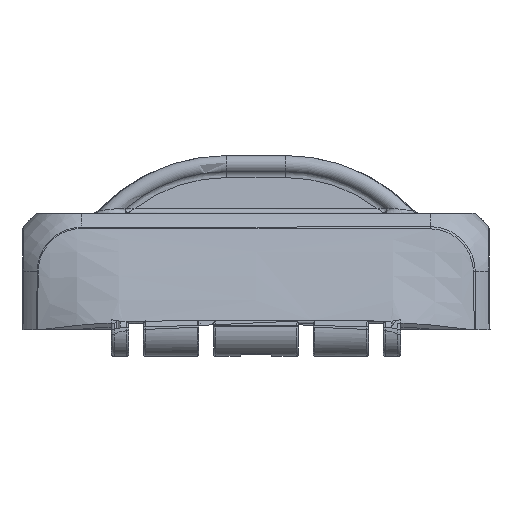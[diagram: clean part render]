
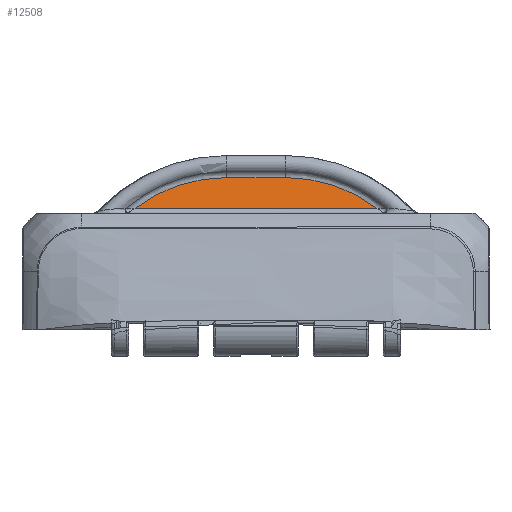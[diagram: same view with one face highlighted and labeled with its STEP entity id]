
A CAD part, left-side view. The second image highlights one B-rep face of the part: STEP entity #12508.
In plain terms, the highlighted face is planar.
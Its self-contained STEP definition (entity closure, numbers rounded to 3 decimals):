
#809=PLANE($,#13474);
#1345=FACE_OUTER_BOUND($,#2075,.T.);
#2075=EDGE_LOOP($,(#10256,#10257,#10258,#10259));
#2545=CIRCLE($,#13466,25.657);
#2548=CIRCLE($,#13471,25.657);
#3117=LINE($,#42664,#3856);
#3119=LINE($,#42671,#3858);
#3856=VECTOR($,#15682,41.353);
#3858=VECTOR($,#15692,10.);
#5504=VERTEX_POINT($,#42193);
#5509=VERTEX_POINT($,#42278);
#5516=VERTEX_POINT($,#42660);
#5517=VERTEX_POINT($,#42667);
#7178=EDGE_CURVE($,#5509,#5516,#2545,.T.);
#7180=EDGE_CURVE($,#5504,#5509,#3117,.T.);
#7183=EDGE_CURVE($,#5517,#5504,#2548,.T.);
#7184=EDGE_CURVE($,#5516,#5517,#3119,.T.);
#10256=ORIENTED_EDGE($,*,*,#7180,.F.);
#10257=ORIENTED_EDGE($,*,*,#7183,.F.);
#10258=ORIENTED_EDGE($,*,*,#7184,.F.);
#10259=ORIENTED_EDGE($,*,*,#7178,.F.);
#12508=ADVANCED_FACE($,(#1345),#809,.F.);
#13466=AXIS2_PLACEMENT_3D($,#42661,#15676,#15677);
#13471=AXIS2_PLACEMENT_3D($,#42669,#15688,#15689);
#13474=AXIS2_PLACEMENT_3D($,#42759,#15701,#15702);
#15676=DIRECTION('center_axis',(0.,0.985,
-0.174));
#15677=DIRECTION('ref_axis',(-0.363,0.162,0.918));
#15682=DIRECTION($,(-1.,0.,0.));
#15688=DIRECTION('center_axis',(0.,0.985,
-0.174));
#15689=DIRECTION('ref_axis',(0.363,0.162,0.918));
#15692=DIRECTION($,(1.,0.,0.));
#15701=DIRECTION('center_axis',(0.,0.985,
-0.174));
#15702=DIRECTION('ref_axis',(0.,0.174,0.985));
#42193=CARTESIAN_POINT('',(20.677,-51.001,20.826));
#42278=CARTESIAN_POINT('',(-20.677,-51.001,20.826));
#42660=CARTESIAN_POINT('',(-5.,-50.072,26.092));
#42661=CARTESIAN_POINT('Origin',(-5.,-54.527,0.825));
#42664=CARTESIAN_POINT($,(0.,-51.001,20.826));
#42667=CARTESIAN_POINT('',(5.,-50.072,26.092));
#42669=CARTESIAN_POINT('Origin',(5.,-54.527,0.825));
#42671=CARTESIAN_POINT($,(-5.,-50.072,26.092));
#42759=CARTESIAN_POINT('Origin',(0.,-50.577,23.226));
